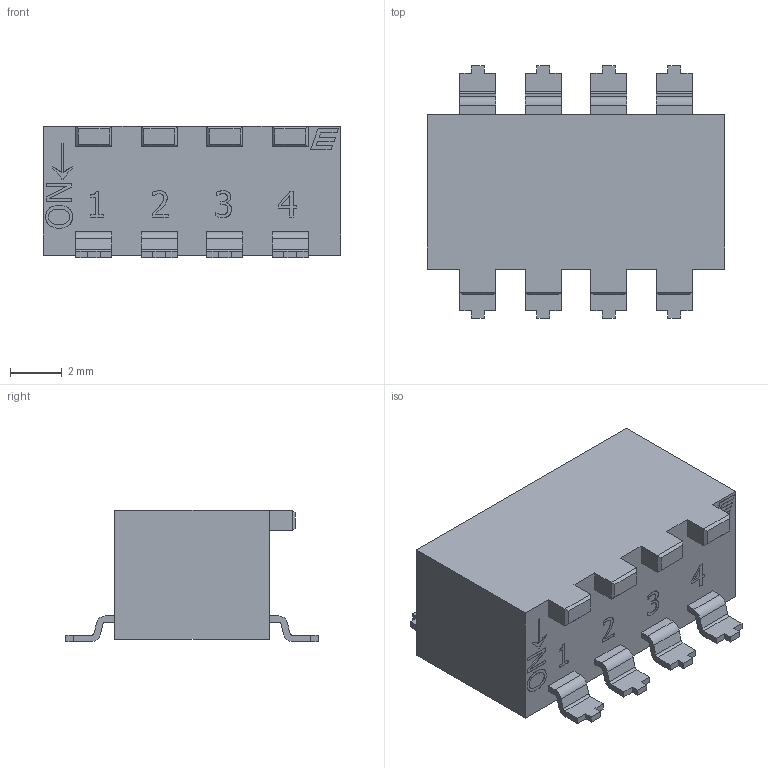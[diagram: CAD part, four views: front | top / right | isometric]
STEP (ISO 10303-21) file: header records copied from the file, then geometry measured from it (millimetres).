
FILE_DESCRIPTION((' '),'2;1');
FILE_NAME('KAC04LGGx.stp','2017-08-01T09:57:17',(' '),(' '),' ','ACIS',' ');
FILE_SCHEMA(('CONFIG_CONTROL_DESIGN'));
Length unit declared in the file: inch
Products named in the file (1): KAC04LGGx.stp
Bounding box: 11.56 x 9.8 x 5.1 mm (x, y, z)
Volume: 357.3 mm3; surface area: 389.7 mm2
Topology: 1 solids, 1 shells, 299 faces, 821 edges, 542 vertices
Faces by surface type: plane 218, bspline 49, cylinder 32
Entity records: 9849 total; most frequent: CARTESIAN_POINT 2415, ORIENTED_EDGE 1642, DIRECTION 1289, EDGE_CURVE 821, VECTOR 659, LINE 659, VERTEX_POINT 542, EDGE_LOOP 317
